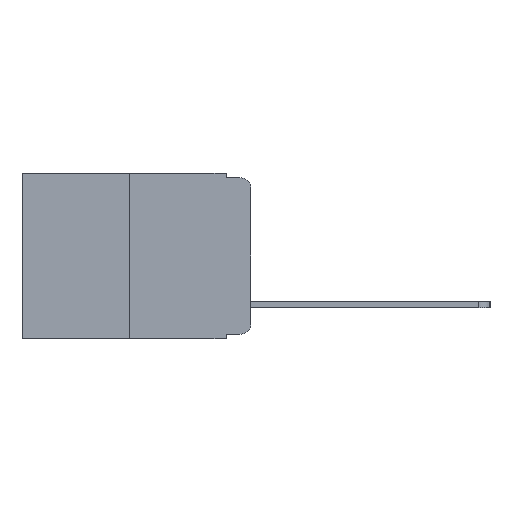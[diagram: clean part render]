
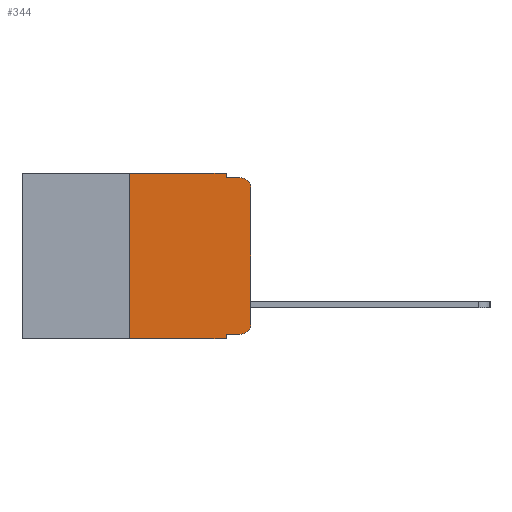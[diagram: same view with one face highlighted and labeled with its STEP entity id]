
A CAD part, left-side view. The second image highlights one B-rep face of the part: STEP entity #344.
In plain terms, the highlighted planar face has unit normal (-1, 0, 0).
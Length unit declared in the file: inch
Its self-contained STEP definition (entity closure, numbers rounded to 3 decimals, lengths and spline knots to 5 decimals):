
#302 = CARTESIAN_POINT ( 'NONE',  ( 0., 0.473, -0.343 ) ) ;
#344 = ADVANCED_FACE ( 'NONE', ( #11344 ), #7009, .F. ) ;
#891 = CARTESIAN_POINT ( 'NONE',  ( 0., 0.051, -0.343 ) ) ;
#1042 = CARTESIAN_POINT ( 'NONE',  ( 0., 0.051, 0. ) ) ;
#1113 = VERTEX_POINT ( 'NONE', #15879 ) ;
#1139 = EDGE_LOOP ( 'NONE', ( #9304, #9390, #9708, #9723, #9927, #10074, #10264, #10454, #10606, #10803 ) ) ;
#1183 = DIRECTION ( 'NONE',  ( 0., 0., -1. ) ) ;
#1562 = AXIS2_PLACEMENT_3D ( 'NONE', #15659, #9071, #1183 ) ;
#1806 = VECTOR ( 'NONE', #7775, 39.37008 ) ;
#2028 = VERTEX_POINT ( 'NONE', #10186 ) ;
#2181 = AXIS2_PLACEMENT_3D ( 'NONE', #3343, #3274, #3260 ) ;
#2238 = VERTEX_POINT ( 'NONE', #14305 ) ;
#2256 = LINE ( 'NONE', #13649, #1806 ) ;
#2533 = DIRECTION ( 'NONE',  ( 0., 0., -1. ) ) ;
#3173 = VECTOR ( 'NONE', #7671, 39.37008 ) ;
#3260 = DIRECTION ( 'NONE',  ( 0., 0., -1. ) ) ;
#3274 = DIRECTION ( 'NONE',  ( 1., 0., 0. ) ) ;
#3343 = CARTESIAN_POINT ( 'NONE',  ( 0., 0.473, 0. ) ) ;
#3591 = LINE ( 'NONE', #6394, #3173 ) ;
#3883 = CARTESIAN_POINT ( 'NONE',  ( 0., 0.02, -0.03 ) ) ;
#3930 = VERTEX_POINT ( 'NONE', #7499 ) ;
#4500 = DIRECTION ( 'NONE',  ( 0., -1., 0. ) ) ;
#4644 = VERTEX_POINT ( 'NONE', #891 ) ;
#5153 = DIRECTION ( 'NONE',  ( 0., 0., -1. ) ) ;
#5781 = VECTOR ( 'NONE', #12547, 39.37008 ) ;
#6199 = VECTOR ( 'NONE', #2533, 39.37008 ) ;
#6345 = VERTEX_POINT ( 'NONE', #13064 ) ;
#6394 = CARTESIAN_POINT ( 'NONE',  ( 0., 0., 0. ) ) ;
#6591 = LINE ( 'NONE', #13609, #15063 ) ;
#7009 = PLANE ( 'NONE',  #2181 ) ;
#7266 = VERTEX_POINT ( 'NONE', #7667 ) ;
#7499 = CARTESIAN_POINT ( 'NONE',  ( 0., 0.051, 0. ) ) ;
#7667 = CARTESIAN_POINT ( 'NONE',  ( 0., 0.25, -0.343 ) ) ;
#7671 = DIRECTION ( 'NONE',  ( 0., 0., 1. ) ) ;
#7720 = CARTESIAN_POINT ( 'NONE',  ( 0., 0.051, 0. ) ) ;
#7775 = DIRECTION ( 'NONE',  ( 0., -1., 0. ) ) ;
#8366 = VECTOR ( 'NONE', #10877, 39.37008 ) ;
#8413 = VERTEX_POINT ( 'NONE', #11384 ) ;
#8719 = VERTEX_POINT ( 'NONE', #10979 ) ;
#8942 = VERTEX_POINT ( 'NONE', #10246 ) ;
#8957 = DIRECTION ( 'NONE',  ( 0., -1., 0. ) ) ;
#8975 = VECTOR ( 'NONE', #4500, 39.37008 ) ;
#9071 = DIRECTION ( 'NONE',  ( -1., 0., 0. ) ) ;
#9304 = ORIENTED_EDGE ( 'NONE', *, *, #10271, .T. ) ;
#9390 = ORIENTED_EDGE ( 'NONE', *, *, #10289, .T. ) ;
#9434 = EDGE_CURVE ( 'NONE', #1113, #3930, #14630, .T. ) ;
#9708 = ORIENTED_EDGE ( 'NONE', *, *, #10313, .F. ) ;
#9723 = ORIENTED_EDGE ( 'NONE', *, *, #10315, .F. ) ;
#9927 = ORIENTED_EDGE ( 'NONE', *, *, #9434, .F. ) ;
#10017 = EDGE_CURVE ( 'NONE', #7266, #4644, #11977, .T. ) ;
#10074 = ORIENTED_EDGE ( 'NONE', *, *, #10316, .F. ) ;
#10186 = CARTESIAN_POINT ( 'NONE',  ( 0., 0., -0.313 ) ) ;
#10246 = CARTESIAN_POINT ( 'NONE',  ( 0., 0.02, -0.01 ) ) ;
#10264 = ORIENTED_EDGE ( 'NONE', *, *, #10017, .T. ) ;
#10271 = EDGE_CURVE ( 'NONE', #2028, #2238, #3591, .T. ) ;
#10289 = EDGE_CURVE ( 'NONE', #2238, #8942, #15370, .T. ) ;
#10313 = EDGE_CURVE ( 'NONE', #6345, #8942, #6591, .T. ) ;
#10315 = EDGE_CURVE ( 'NONE', #3930, #6345, #12645, .T. ) ;
#10316 = EDGE_CURVE ( 'NONE', #7266, #1113, #12307, .T. ) ;
#10339 = EDGE_CURVE ( 'NONE', #8413, #4644, #14755, .T. ) ;
#10345 = EDGE_CURVE ( 'NONE', #8413, #8719, #2256, .T. ) ;
#10366 = EDGE_CURVE ( 'NONE', #8719, #2028, #14462, .T. ) ;
#10454 = ORIENTED_EDGE ( 'NONE', *, *, #10339, .F. ) ;
#10606 = ORIENTED_EDGE ( 'NONE', *, *, #10345, .T. ) ;
#10803 = ORIENTED_EDGE ( 'NONE', *, *, #10366, .T. ) ;
#10877 = DIRECTION ( 'NONE',  ( 0., -1., 0. ) ) ;
#10979 = CARTESIAN_POINT ( 'NONE',  ( 0., 0.02, -0.333 ) ) ;
#11344 = FACE_OUTER_BOUND ( 'NONE', #1139, .T. ) ;
#11384 = CARTESIAN_POINT ( 'NONE',  ( 0., 0.051, -0.333 ) ) ;
#11424 = CARTESIAN_POINT ( 'NONE',  ( 0., 0.25, 0. ) ) ;
#11964 = VECTOR ( 'NONE', #14641, 39.37008 ) ;
#11977 = LINE ( 'NONE', #302, #8366 ) ;
#12307 = LINE ( 'NONE', #11424, #5781 ) ;
#12501 = DIRECTION ( 'NONE',  ( -1., 0., 0. ) ) ;
#12547 = DIRECTION ( 'NONE',  ( 0., 0., 1. ) ) ;
#12645 = LINE ( 'NONE', #7720, #6199 ) ;
#13003 = CARTESIAN_POINT ( 'NONE',  ( 0., 0.473, 0. ) ) ;
#13064 = CARTESIAN_POINT ( 'NONE',  ( 0., 0.051, -0.01 ) ) ;
#13609 = CARTESIAN_POINT ( 'NONE',  ( 0., 0.051, -0.01 ) ) ;
#13649 = CARTESIAN_POINT ( 'NONE',  ( 0., 0.051, -0.333 ) ) ;
#14305 = CARTESIAN_POINT ( 'NONE',  ( 0., 0., -0.03 ) ) ;
#14462 = CIRCLE ( 'NONE', #1562, 0.02 ) ;
#14630 = LINE ( 'NONE', #13003, #8975 ) ;
#14641 = DIRECTION ( 'NONE',  ( 0., 0., -1. ) ) ;
#14755 = LINE ( 'NONE', #1042, #11964 ) ;
#15063 = VECTOR ( 'NONE', #8957, 39.37008 ) ;
#15370 = CIRCLE ( 'NONE', #15578, 0.02 ) ;
#15578 = AXIS2_PLACEMENT_3D ( 'NONE', #3883, #12501, #5153 ) ;
#15659 = CARTESIAN_POINT ( 'NONE',  ( 0., 0.02, -0.313 ) ) ;
#15879 = CARTESIAN_POINT ( 'NONE',  ( 0., 0.25, 0. ) ) ;
